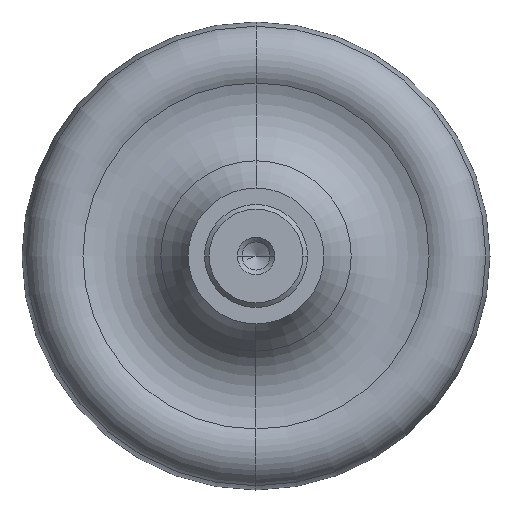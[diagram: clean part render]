
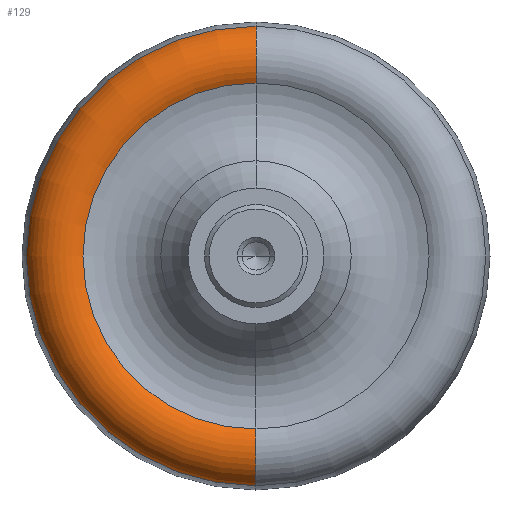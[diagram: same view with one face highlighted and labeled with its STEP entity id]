
A CAD part, left-side view. The second image highlights one B-rep face of the part: STEP entity #129.
In plain terms, the highlighted toroidal (fillet/blend) face has major radius 41.5 mm and minor radius 8 mm.
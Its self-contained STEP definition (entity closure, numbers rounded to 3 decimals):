
#129 = ADVANCED_FACE( '', ( #205 ), #206, .T. );
#205 = FACE_OUTER_BOUND( '', #349, .T. );
#206 = TOROIDAL_SURFACE( '', #350, 41.5, 8. );
#349 = EDGE_LOOP( '', ( #524, #525, #526, #527, #528, #529 ) );
#350 = AXIS2_PLACEMENT_3D( '', #530, #531, #532 );
#524 = ORIENTED_EDGE( '', *, *, #1031, .F. );
#525 = ORIENTED_EDGE( '', *, *, #1032, .T. );
#526 = ORIENTED_EDGE( '', *, *, #1033, .T. );
#527 = ORIENTED_EDGE( '', *, *, #1034, .F. );
#528 = ORIENTED_EDGE( '', *, *, #1035, .F. );
#529 = ORIENTED_EDGE( '', *, *, #1036, .F. );
#530 = CARTESIAN_POINT( '', ( 28., 0., 0. ) );
#531 = DIRECTION( '', ( -1., 0., 0. ) );
#532 = DIRECTION( '', ( 0., 0., 1. ) );
#1031 = EDGE_CURVE( '', #1209, #1206, #1210, .T. );
#1032 = EDGE_CURVE( '', #1209, #1211, #1212, .T. );
#1033 = EDGE_CURVE( '', #1211, #1213, #1214, .T. );
#1034 = EDGE_CURVE( '', #1204, #1213, #1215, .T. );
#1035 = EDGE_CURVE( '', #1216, #1204, #1217, .T. );
#1036 = EDGE_CURVE( '', #1206, #1216, #1218, .T. );
#1204 = VERTEX_POINT( '', #1471 );
#1206 = VERTEX_POINT( '', #1473 );
#1209 = VERTEX_POINT( '', #1476 );
#1210 = CIRCLE( '', #1477, 8. );
#1211 = VERTEX_POINT( '', #1478 );
#1212 = CIRCLE( '', #1479, 49.086 );
#1213 = VERTEX_POINT( '', #1480 );
#1214 = CIRCLE( '', #1481, 49.086 );
#1215 = CIRCLE( '', #1482, 8. );
#1216 = VERTEX_POINT( '', #1483 );
#1217 = CIRCLE( '', #1484, 36.966 );
#1218 = CIRCLE( '', #1485, 36.966 );
#1471 = CARTESIAN_POINT( '', ( 21.409, 0., -36.966 ) );
#1473 = CARTESIAN_POINT( '', ( 21.409, 0., 36.966 ) );
#1476 = CARTESIAN_POINT( '', ( 25.46, 0., 49.086 ) );
#1477 = AXIS2_PLACEMENT_3D( '', #2143, #2144, #2145 );
#1478 = CARTESIAN_POINT( '', ( 25.46, 49.086, 0. ) );
#1479 = AXIS2_PLACEMENT_3D( '', #2146, #2147, #2148 );
#1480 = CARTESIAN_POINT( '', ( 25.46, 0., -49.086 ) );
#1481 = AXIS2_PLACEMENT_3D( '', #2149, #2150, #2151 );
#1482 = AXIS2_PLACEMENT_3D( '', #2152, #2153, #2154 );
#1483 = CARTESIAN_POINT( '', ( 21.409, 36.966, 0. ) );
#1484 = AXIS2_PLACEMENT_3D( '', #2155, #2156, #2157 );
#1485 = AXIS2_PLACEMENT_3D( '', #2158, #2159, #2160 );
#2143 = CARTESIAN_POINT( '', ( 28., 0., 41.5 ) );
#2144 = DIRECTION( '', ( 0., -1., 0. ) );
#2145 = DIRECTION( '', ( 0., 0., 1. ) );
#2146 = CARTESIAN_POINT( '', ( 25.46, 0., 0. ) );
#2147 = DIRECTION( '', ( -1., 0., 0. ) );
#2148 = DIRECTION( '', ( 0., 1., 0. ) );
#2149 = CARTESIAN_POINT( '', ( 25.46, 0., 0. ) );
#2150 = DIRECTION( '', ( -1., 0., 0. ) );
#2151 = DIRECTION( '', ( 0., 1., 0. ) );
#2152 = CARTESIAN_POINT( '', ( 28., 0., -41.5 ) );
#2153 = DIRECTION( '', ( 0., -1., 0. ) );
#2154 = DIRECTION( '', ( 0., 0., -1. ) );
#2155 = CARTESIAN_POINT( '', ( 21.409, 0., 0. ) );
#2156 = DIRECTION( '', ( -1., 0., 0. ) );
#2157 = DIRECTION( '', ( 0., 1., 0. ) );
#2158 = CARTESIAN_POINT( '', ( 21.409, 0., 0. ) );
#2159 = DIRECTION( '', ( -1., 0., 0. ) );
#2160 = DIRECTION( '', ( 0., 1., 0. ) );
